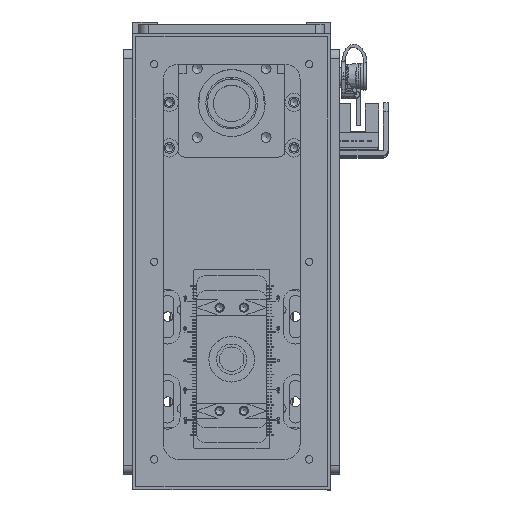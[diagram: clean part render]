
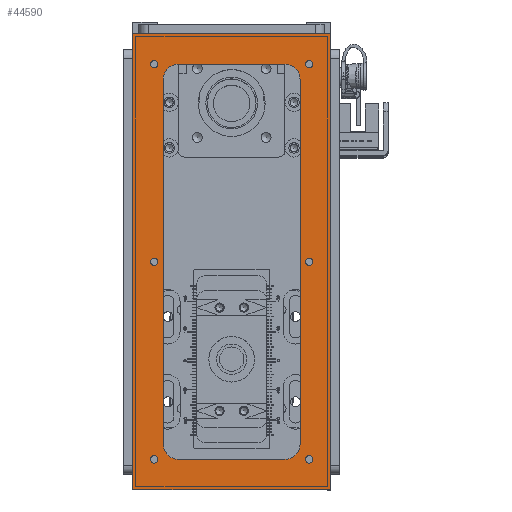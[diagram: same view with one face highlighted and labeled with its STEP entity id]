
A CAD part, top view. The second image highlights one B-rep face of the part: STEP entity #44590.
In plain terms, the highlighted planar face has unit normal (0, 0, 1).
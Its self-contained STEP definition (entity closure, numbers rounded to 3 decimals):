
#1622=FACE_BOUND('',#8141,.T.);
#1623=FACE_BOUND('',#8142,.T.);
#1624=FACE_BOUND('',#8143,.T.);
#1625=FACE_BOUND('',#8144,.T.);
#1626=FACE_BOUND('',#8145,.T.);
#1627=FACE_BOUND('',#8146,.T.);
#1628=FACE_BOUND('',#8147,.T.);
#3179=PLANE('',#48463);
#5426=FACE_OUTER_BOUND('',#8140,.T.);
#8140=EDGE_LOOP('',(#41666,#41667,#41668,#41669));
#8141=EDGE_LOOP('',(#41670));
#8142=EDGE_LOOP('',(#41671));
#8143=EDGE_LOOP('',(#41672));
#8144=EDGE_LOOP('',(#41673));
#8145=EDGE_LOOP('',(#41674));
#8146=EDGE_LOOP('',(#41675));
#8147=EDGE_LOOP('',(#41676,#41677,#41678,#41679,#41680,#41681,#41682,#41683));
#12817=LINE('',#74693,#17614);
#12823=LINE('',#74708,#17620);
#12827=LINE('',#74720,#17624);
#12830=LINE('',#74729,#17627);
#12939=LINE('',#75094,#17736);
#12943=LINE('',#75102,#17740);
#12946=LINE('',#75108,#17743);
#12949=LINE('',#75113,#17746);
#17614=VECTOR('',#59842,10.);
#17620=VECTOR('',#59856,10.);
#17624=VECTOR('',#59868,10.);
#17627=VECTOR('',#59879,10.);
#17736=VECTOR('',#60256,10.);
#17740=VECTOR('',#60262,10.);
#17743=VECTOR('',#60267,10.);
#17746=VECTOR('',#60272,10.);
#18873=CIRCLE('',#48310,5.);
#18875=CIRCLE('',#48314,5.);
#18877=CIRCLE('',#48318,5.);
#18879=CIRCLE('',#48322,5.);
#18893=CIRCLE('',#48344,1.23);
#18895=CIRCLE('',#48347,1.23);
#18897=CIRCLE('',#48350,1.23);
#18899=CIRCLE('',#48353,1.23);
#18901=CIRCLE('',#48356,1.23);
#18903=CIRCLE('',#48359,1.23);
#22930=VERTEX_POINT('',#74683);
#22931=VERTEX_POINT('',#74684);
#22934=VERTEX_POINT('',#74692);
#22936=VERTEX_POINT('',#74698);
#22937=VERTEX_POINT('',#74699);
#22940=VERTEX_POINT('',#74710);
#22941=VERTEX_POINT('',#74711);
#22944=VERTEX_POINT('',#74722);
#22958=VERTEX_POINT('',#74767);
#22960=VERTEX_POINT('',#74773);
#22962=VERTEX_POINT('',#74779);
#22964=VERTEX_POINT('',#74785);
#22966=VERTEX_POINT('',#74791);
#22968=VERTEX_POINT('',#74797);
#23066=VERTEX_POINT('',#75092);
#23067=VERTEX_POINT('',#75093);
#23070=VERTEX_POINT('',#75101);
#23072=VERTEX_POINT('',#75107);
#29066=EDGE_CURVE('',#22930,#22931,#18873,.T.);
#29070=EDGE_CURVE('',#22934,#22931,#12817,.T.);
#29073=EDGE_CURVE('',#22936,#22937,#18875,.T.);
#29078=EDGE_CURVE('',#22930,#22937,#12823,.T.);
#29079=EDGE_CURVE('',#22940,#22941,#18877,.T.);
#29084=EDGE_CURVE('',#22936,#22941,#12827,.T.);
#29085=EDGE_CURVE('',#22934,#22944,#18879,.T.);
#29089=EDGE_CURVE('',#22940,#22944,#12830,.T.);
#29108=EDGE_CURVE('',#22958,#22958,#18893,.T.);
#29111=EDGE_CURVE('',#22960,#22960,#18895,.T.);
#29114=EDGE_CURVE('',#22962,#22962,#18897,.T.);
#29117=EDGE_CURVE('',#22964,#22964,#18899,.T.);
#29120=EDGE_CURVE('',#22966,#22966,#18901,.T.);
#29123=EDGE_CURVE('',#22968,#22968,#18903,.T.);
#29270=EDGE_CURVE('',#23066,#23067,#12939,.T.);
#29274=EDGE_CURVE('',#23070,#23066,#12943,.T.);
#29277=EDGE_CURVE('',#23072,#23070,#12946,.T.);
#29280=EDGE_CURVE('',#23067,#23072,#12949,.T.);
#41666=ORIENTED_EDGE('',*,*,#29280,.F.);
#41667=ORIENTED_EDGE('',*,*,#29270,.F.);
#41668=ORIENTED_EDGE('',*,*,#29274,.F.);
#41669=ORIENTED_EDGE('',*,*,#29277,.F.);
#41670=ORIENTED_EDGE('',*,*,#29108,.T.);
#41671=ORIENTED_EDGE('',*,*,#29111,.T.);
#41672=ORIENTED_EDGE('',*,*,#29114,.T.);
#41673=ORIENTED_EDGE('',*,*,#29117,.T.);
#41674=ORIENTED_EDGE('',*,*,#29120,.T.);
#41675=ORIENTED_EDGE('',*,*,#29123,.T.);
#41676=ORIENTED_EDGE('',*,*,#29070,.T.);
#41677=ORIENTED_EDGE('',*,*,#29066,.F.);
#41678=ORIENTED_EDGE('',*,*,#29078,.T.);
#41679=ORIENTED_EDGE('',*,*,#29073,.F.);
#41680=ORIENTED_EDGE('',*,*,#29084,.T.);
#41681=ORIENTED_EDGE('',*,*,#29079,.F.);
#41682=ORIENTED_EDGE('',*,*,#29089,.T.);
#41683=ORIENTED_EDGE('',*,*,#29085,.F.);
#44590=ADVANCED_FACE('',(#5426,#1622,#1623,#1624,#1625,#1626,#1627,#1628),
#3179,.T.);
#48310=AXIS2_PLACEMENT_3D('',#74685,#59834,#59835);
#48314=AXIS2_PLACEMENT_3D('',#74700,#59847,#59848);
#48318=AXIS2_PLACEMENT_3D('',#74712,#59859,#59860);
#48322=AXIS2_PLACEMENT_3D('',#74723,#59871,#59872);
#48344=AXIS2_PLACEMENT_3D('',#74768,#59924,#59925);
#48347=AXIS2_PLACEMENT_3D('',#74774,#59931,#59932);
#48350=AXIS2_PLACEMENT_3D('',#74780,#59938,#59939);
#48353=AXIS2_PLACEMENT_3D('',#74786,#59945,#59946);
#48356=AXIS2_PLACEMENT_3D('',#74792,#59952,#59953);
#48359=AXIS2_PLACEMENT_3D('',#74798,#59959,#59960);
#48463=AXIS2_PLACEMENT_3D('',#75116,#60276,#60277);
#59834=DIRECTION('center_axis',(0.,0.,1.));
#59835=DIRECTION('ref_axis',(0.707,0.707,0.));
#59842=DIRECTION('',(1.,0.,0.));
#59847=DIRECTION('center_axis',(0.,0.,1.));
#59848=DIRECTION('ref_axis',(0.707,-0.707,0.));
#59856=DIRECTION('',(0.,-1.,0.));
#59859=DIRECTION('center_axis',(0.,0.,1.));
#59860=DIRECTION('ref_axis',(-0.707,-0.707,0.));
#59868=DIRECTION('',(-1.,0.,0.));
#59871=DIRECTION('center_axis',(0.,0.,1.));
#59872=DIRECTION('ref_axis',(-0.707,0.707,0.));
#59879=DIRECTION('',(0.,1.,0.));
#59924=DIRECTION('center_axis',(0.,0.,-1.));
#59925=DIRECTION('ref_axis',(1.,0.,0.));
#59931=DIRECTION('center_axis',(0.,0.,-1.));
#59932=DIRECTION('ref_axis',(1.,0.,0.));
#59938=DIRECTION('center_axis',(0.,0.,-1.));
#59939=DIRECTION('ref_axis',(1.,0.,0.));
#59945=DIRECTION('center_axis',(0.,0.,-1.));
#59946=DIRECTION('ref_axis',(1.,0.,0.));
#59952=DIRECTION('center_axis',(0.,0.,-1.));
#59953=DIRECTION('ref_axis',(1.,0.,0.));
#59959=DIRECTION('center_axis',(0.,0.,-1.));
#59960=DIRECTION('ref_axis',(1.,0.,0.));
#60256=DIRECTION('',(0.,1.,0.));
#60262=DIRECTION('',(-1.,0.,0.));
#60267=DIRECTION('',(0.,-1.,0.));
#60272=DIRECTION('',(1.,0.,0.));
#60276=DIRECTION('center_axis',(0.,0.,1.));
#60277=DIRECTION('ref_axis',(1.,0.,0.));
#74683=CARTESIAN_POINT('',(65.,17.5,0.));
#74684=CARTESIAN_POINT('',(60.,22.5,0.));
#74685=CARTESIAN_POINT('Origin',(60.,17.5,0.));
#74692=CARTESIAN_POINT('',(-60.,22.5,0.));
#74693=CARTESIAN_POINT('',(-32.5,22.5,0.));
#74698=CARTESIAN_POINT('',(60.,-22.5,0.));
#74699=CARTESIAN_POINT('',(65.,-17.5,0.));
#74700=CARTESIAN_POINT('Origin',(60.,-17.5,0.));
#74708=CARTESIAN_POINT('',(65.,11.25,0.));
#74710=CARTESIAN_POINT('',(-65.,-17.5,0.));
#74711=CARTESIAN_POINT('',(-60.,-22.5,0.));
#74712=CARTESIAN_POINT('Origin',(-60.,-17.5,0.));
#74720=CARTESIAN_POINT('',(32.5,-22.5,0.));
#74722=CARTESIAN_POINT('',(-65.,17.5,0.));
#74723=CARTESIAN_POINT('Origin',(-60.,17.5,0.));
#74729=CARTESIAN_POINT('',(-65.,-11.25,0.));
#74767=CARTESIAN_POINT('',(-1.23,25.5,0.));
#74768=CARTESIAN_POINT('Origin',(0.,25.5,0.));
#74773=CARTESIAN_POINT('',(63.771,-25.5,0.));
#74774=CARTESIAN_POINT('Origin',(65.,-25.5,0.));
#74779=CARTESIAN_POINT('',(-66.23,25.5,0.));
#74780=CARTESIAN_POINT('Origin',(-65.,25.5,0.));
#74785=CARTESIAN_POINT('',(-66.23,-25.5,0.));
#74786=CARTESIAN_POINT('Origin',(-65.,-25.5,0.));
#74791=CARTESIAN_POINT('',(63.771,25.5,0.));
#74792=CARTESIAN_POINT('Origin',(65.,25.5,0.));
#74797=CARTESIAN_POINT('',(-1.23,-25.5,0.));
#74798=CARTESIAN_POINT('Origin',(0.,-25.5,0.));
#75092=CARTESIAN_POINT('',(-75.,-32.5,0.));
#75093=CARTESIAN_POINT('',(-75.,32.5,0.));
#75094=CARTESIAN_POINT('',(-75.,-32.5,0.));
#75101=CARTESIAN_POINT('',(75.,-32.5,0.));
#75102=CARTESIAN_POINT('',(75.,-32.5,0.));
#75107=CARTESIAN_POINT('',(75.,32.5,0.));
#75108=CARTESIAN_POINT('',(75.,32.5,0.));
#75113=CARTESIAN_POINT('',(-75.,32.5,0.));
#75116=CARTESIAN_POINT('Origin',(0.,0.,0.));
